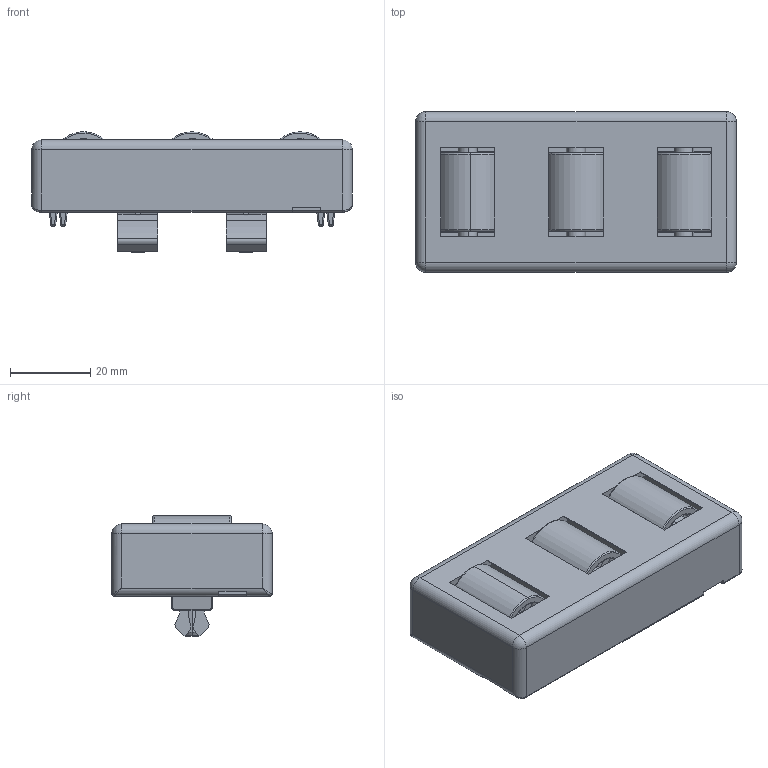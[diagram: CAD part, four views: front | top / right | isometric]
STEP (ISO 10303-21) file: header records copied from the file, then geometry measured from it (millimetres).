
FILE_DESCRIPTION (( 'STEP AP214' ), '1' );
FILE_NAME ('09309301.STEP', '2014-08-19T10:19:17', ( '' ), ( '' ), 'SwSTEP 2.0', 'SolidWorks 2014', '' );
FILE_SCHEMA (( 'AUTOMOTIVE_DESIGN' ));
Length unit declared in the file: millimetre
Products named in the file (4): 093093R01_Standard; 093093_09309301R01 ohne Anschlag mit Stift; 093093R02_093 093 r02; 09309301
Assembly tree (5 placements, depth 2):
  09309301
    093093R02_093 093 r02
    093093_09309301R01 ohne Anschlag mit Stift
    093093R01_Standard  x3
Bounding box: 80 x 40 x 30 mm (x, y, z)
Volume: 37260 mm3; surface area: 36263.9 mm2
Topology: 5 solids, 5 shells, 923 faces, 2553 edges, 1612 vertices
Faces by surface type: plane 430, cylinder 323, torus 104, bspline 34, cone 16, sphere 16
Entity records: 23675 total; most frequent: CARTESIAN_POINT 5628, ORIENTED_EDGE 3870, DIRECTION 3689, EDGE_CURVE 1935, VECTOR 1243, LINE 1243, VERTEX_POINT 1224, AXIS2_PLACEMENT_3D 1223
